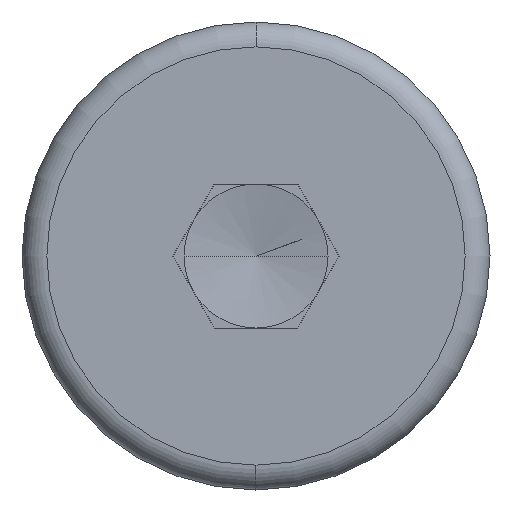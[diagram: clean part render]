
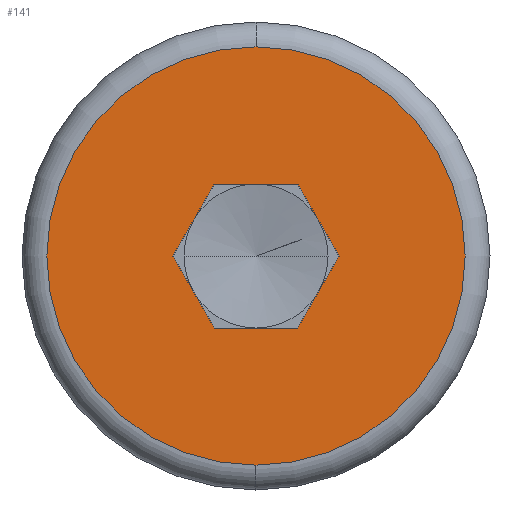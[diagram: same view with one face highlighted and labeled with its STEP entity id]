
A CAD part, left-side view. The second image highlights one B-rep face of the part: STEP entity #141.
In plain terms, the highlighted planar face has unit normal (-1, 0, 0).
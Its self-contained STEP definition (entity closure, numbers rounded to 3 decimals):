
#141=ADVANCED_FACE('',(#279,#280),#281,.T.);
#279=FACE_BOUND('',#410,.T.);
#280=FACE_OUTER_BOUND('',#411,.T.);
#281=PLANE('',#412);
#410=EDGE_LOOP('',(#742,#743,#744,#745,#746,#747));
#411=EDGE_LOOP('',(#748,#749,#750));
#412=AXIS2_PLACEMENT_3D('',#751,#752,#753);
#742=ORIENTED_EDGE('',*,*,#866,.T.);
#743=ORIENTED_EDGE('',*,*,#844,.T.);
#744=ORIENTED_EDGE('',*,*,#834,.T.);
#745=ORIENTED_EDGE('',*,*,#828,.T.);
#746=ORIENTED_EDGE('',*,*,#839,.T.);
#747=ORIENTED_EDGE('',*,*,#863,.T.);
#748=ORIENTED_EDGE('',*,*,#777,.T.);
#749=ORIENTED_EDGE('',*,*,#895,.T.);
#750=ORIENTED_EDGE('',*,*,#778,.T.);
#751=CARTESIAN_POINT('',(-5.5,3.905,0.));
#752=DIRECTION('',(-1.0,0.0,0.0));
#753=DIRECTION('',(0.0,1.0,0.));
#777=EDGE_CURVE('',#922,#920,#923,.T.);
#778=EDGE_CURVE('',#914,#922,#924,.T.);
#828=EDGE_CURVE('',#1004,#1005,#1006,.T.);
#834=EDGE_CURVE('',#1014,#1004,#1015,.T.);
#839=EDGE_CURVE('',#1005,#1021,#1022,.T.);
#844=EDGE_CURVE('',#1029,#1014,#1030,.T.);
#863=EDGE_CURVE('',#1021,#1053,#1054,.T.);
#866=EDGE_CURVE('',#1053,#1029,#1057,.T.);
#895=EDGE_CURVE('',#920,#914,#1087,.T.);
#914=VERTEX_POINT('',#1108);
#920=VERTEX_POINT('',#1114);
#922=VERTEX_POINT('',#1116);
#923=CIRCLE('',#1117,5.81);
#924=CIRCLE('',#1118,5.81);
#1004=VERTEX_POINT('',#1214);
#1005=VERTEX_POINT('',#1215);
#1006=LINE('',#1216,#1217);
#1014=VERTEX_POINT('',#1229);
#1015=LINE('',#1230,#1231);
#1021=VERTEX_POINT('',#1240);
#1022=LINE('',#1241,#1242);
#1029=VERTEX_POINT('',#1252);
#1030=LINE('',#1253,#1254);
#1053=VERTEX_POINT('',#1284);
#1054=LINE('',#1285,#1286);
#1057=LINE('',#1290,#1291);
#1087=CIRCLE('',#1321,5.81);
#1108=CARTESIAN_POINT('',(-5.5,0.,5.81));
#1114=CARTESIAN_POINT('',(-5.5,0.,-5.81));
#1116=CARTESIAN_POINT('',(-5.5,5.81,0.));
#1117=AXIS2_PLACEMENT_3D('',#1351,#1352,#1353);
#1118=AXIS2_PLACEMENT_3D('',#1354,#1355,#1356);
#1214=CARTESIAN_POINT('',(-5.5,1.155,-2.0));
#1215=CARTESIAN_POINT('',(-5.5,2.309,0.0));
#1216=CARTESIAN_POINT('',(-5.5,1.932,-0.655));
#1217=VECTOR('',#1439,1.0);
#1229=CARTESIAN_POINT('',(-5.5,-1.155,-2.0));
#1230=CARTESIAN_POINT('',(-5.5,1.375,-2.0));
#1231=VECTOR('',#1444,1.0);
#1240=CARTESIAN_POINT('',(-5.5,1.155,2.0));
#1241=CARTESIAN_POINT('',(-5.5,2.509,-0.345));
#1242=VECTOR('',#1448,1.0);
#1252=CARTESIAN_POINT('',(-5.5,-2.309,0.0));
#1253=CARTESIAN_POINT('',(-5.5,-1.533,-1.345));
#1254=VECTOR('',#1452,1.0);
#1284=CARTESIAN_POINT('',(-5.5,-1.155,2.0));
#1285=CARTESIAN_POINT('',(-5.5,2.53,2.0));
#1286=VECTOR('',#1472,1.0);
#1290=CARTESIAN_POINT('',(-5.5,-0.955,2.345));
#1291=VECTOR('',#1474,1.0);
#1321=AXIS2_PLACEMENT_3D('',#1517,#1518,#1519);
#1351=CARTESIAN_POINT('',(-5.5,0.0,0.0));
#1352=DIRECTION('',(-1.0,0.0,0.0));
#1353=DIRECTION('',(0.0,1.0,0.));
#1354=CARTESIAN_POINT('',(-5.5,0.0,0.0));
#1355=DIRECTION('',(-1.0,0.0,0.0));
#1356=DIRECTION('',(0.0,1.0,0.));
#1439=DIRECTION('',(0.0,0.5,0.866));
#1444=DIRECTION('',(0.0,1.0,0.0));
#1448=DIRECTION('',(0.0,-0.5,0.866));
#1452=DIRECTION('',(0.0,0.5,-0.866));
#1472=DIRECTION('',(0.0,-1.0,0.0));
#1474=DIRECTION('',(0.0,-0.5,-0.866));
#1517=CARTESIAN_POINT('',(-5.5,0.0,0.0));
#1518=DIRECTION('',(-1.0,0.0,0.0));
#1519=DIRECTION('',(0.0,1.0,0.));
